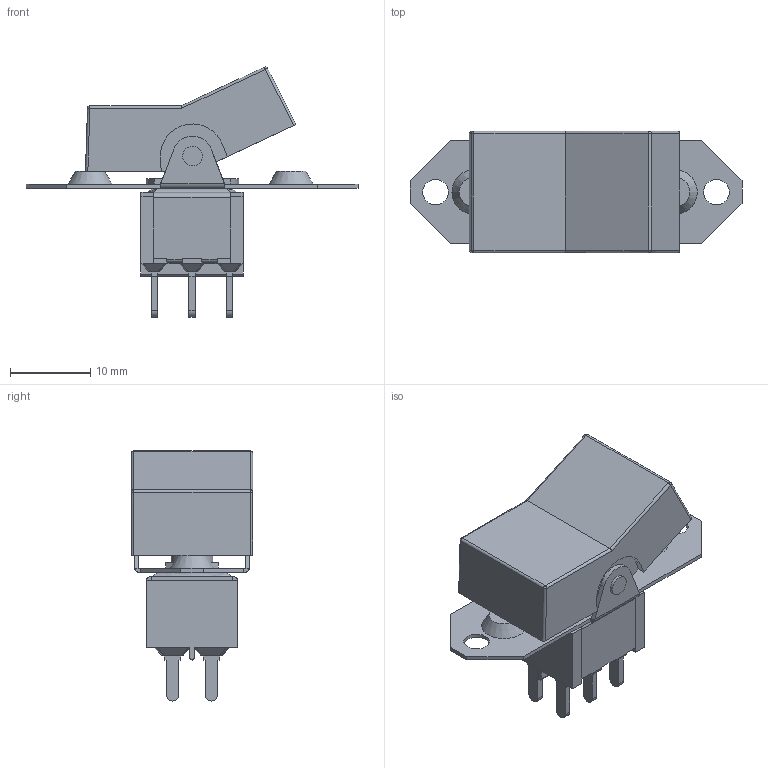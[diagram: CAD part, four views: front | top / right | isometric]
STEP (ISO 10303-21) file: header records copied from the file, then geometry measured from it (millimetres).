
FILE_DESCRIPTION(/* description */ (''),/* implementation_level */ '2;1');
FILE_NAME(/* name */ '300DPxR3xxxM3xE.stp',/* time_stamp */ '2025-05-07T11:01:41-05:00',/* author */ ('mroman'),/* organization */ (''),/* preprocessor_version */ 'ST-DEVELOPER v18.1',/* originating_system */ 'Autodesk Inventor 2022',/* authorisation */ '');
FILE_SCHEMA (('AUTOMOTIVE_DESIGN { 1 0 10303 214 3 1 1 }'));
Length unit declared in the file: inch
Products named in the file (1): 300DPxR3xxxM3xE
Bounding box: 41.27 x 15.11 x 31.09 mm (x, y, z)
Volume: 2339.9 mm3; surface area: 4576.2 mm2
Topology: 1 solids, 3 shells, 445 faces, 1156 edges, 711 vertices
Faces by surface type: plane 316, cylinder 95, sphere 28, cone 4, torus 2
Full cylindrical faces by diameter (mm): 2.45 x2, 3.17 x2, 3.58 x1, 5.18 x1
Entity records: 13239 total; most frequent: CARTESIAN_POINT 2313, ORIENTED_EDGE 2256, DIRECTION 2244, EDGE_CURVE 1128, LINE 896, VECTOR 896, VERTEX_POINT 711, AXIS2_PLACEMENT_3D 674
